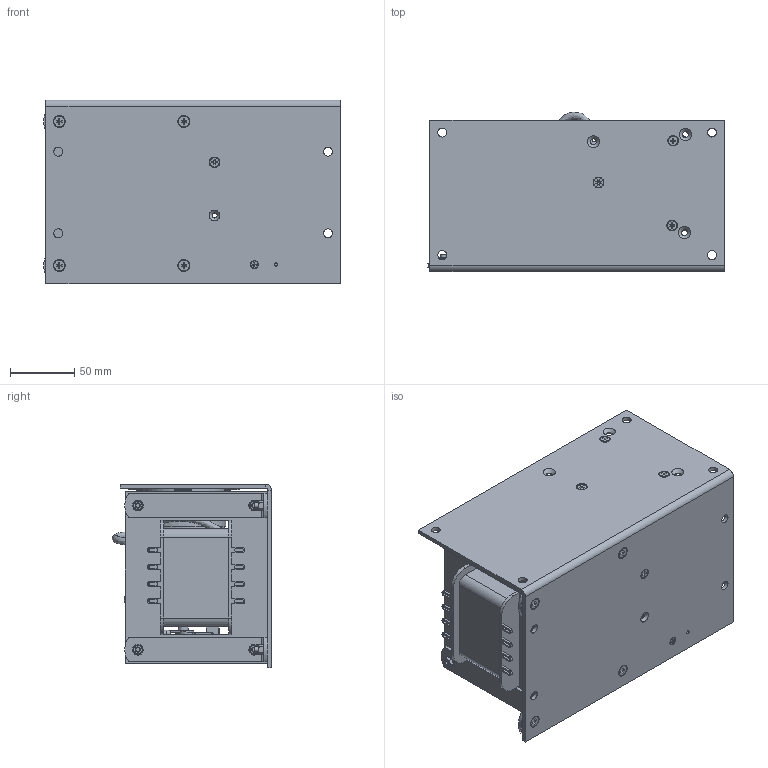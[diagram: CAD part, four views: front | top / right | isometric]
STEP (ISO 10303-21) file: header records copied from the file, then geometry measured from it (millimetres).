
FILE_DESCRIPTION (( 'STEP AP214' ), '1' );
FILE_NAME ('IP500U36.STEP', '2023-05-10T17:53:20', ( '' ), ( '' ), 'SwSTEP 2.0', 'SolidWorks 2021', '' );
FILE_SCHEMA (( 'AUTOMOTIVE_DESIGN' ));
Length unit declared in the file: inch
Products named in the file (1): IP500U36
Bounding box: 230.31 x 123.86 x 142.88 mm (x, y, z)
Volume: 1670602.2 mm3; surface area: 312664.7 mm2
Topology: 71 solids, 72 shells, 2232 faces, 5680 edges, 3622 vertices
Faces by surface type: plane 1176, cylinder 735, cone 212, bspline 109
Full cylindrical faces by diameter (mm): 0.5 x1, 1 x6, 1.905 x2, 2.5 x2, 2.9 x4, 3 x4, 3.3 x8, 3.4 x1, 3.5 x14, 3.658 x14, 3.8 x4, 3.9 x5, 3.912 x12, 3.948 x1, 3.985 x1, 3.991 x1, 4 x29, 4.08 x1, 4.191 x1, 4.214 x1, 4.228 x1, 4.27 x1, 4.28 x1, 4.3 x8, 4.394 x1, 4.421 x1, 4.5 x11, 4.597 x5, 4.68 x2, 4.88 x4
Entity records: 71605 total; most frequent: CARTESIAN_POINT 19316, DIRECTION 10327, ORIENTED_EDGE 10306, EDGE_CURVE 5153, AXIS2_PLACEMENT_3D 3701, VERTEX_POINT 3479, LINE 2925, VECTOR 2925
